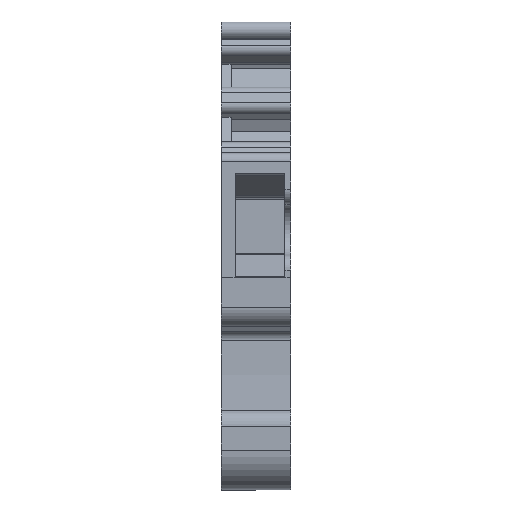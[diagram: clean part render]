
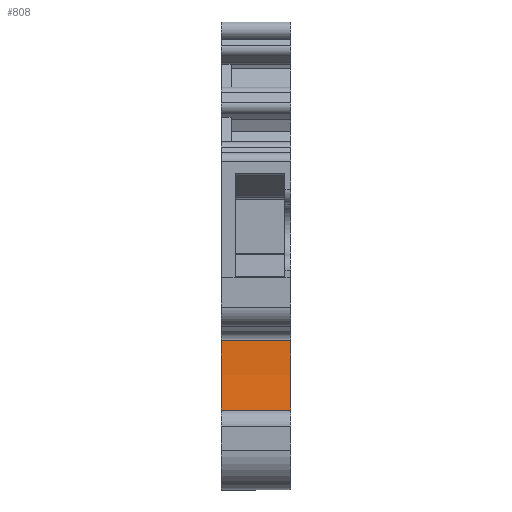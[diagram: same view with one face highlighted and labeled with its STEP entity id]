
A CAD part, front view. The second image highlights one B-rep face of the part: STEP entity #808.
In plain terms, the highlighted cylindrical face has radius 24 mm (diameter 48 mm), a partial arc.
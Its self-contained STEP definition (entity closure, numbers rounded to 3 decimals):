
#781=AXIS2_PLACEMENT_3D('Cylinder Axis2P3D',#778,#779,#780) ;
#785=AXIS2_PLACEMENT_3D('Circle Axis2P3D',#783,#784,$) ;
#799=AXIS2_PLACEMENT_3D('Circle Axis2P3D',#797,#798,$) ;
#756=CARTESIAN_POINT('Vertex',(3.5,2.813,2.302)) ;
#759=CARTESIAN_POINT('Line Origine',(1.75,2.813,2.302)) ;
#763=CARTESIAN_POINT('Vertex',(0.,2.813,2.302)) ;
#778=CARTESIAN_POINT('Axis2P3D Location',(1.75,-20.661,7.299)) ;
#783=CARTESIAN_POINT('Axis2P3D Location',(3.5,-20.661,7.299)) ;
#787=CARTESIAN_POINT('Vertex',(3.5,3.338,7.514)) ;
#790=CARTESIAN_POINT('Line Origine',(1.75,3.338,7.514)) ;
#794=CARTESIAN_POINT('Vertex',(0.,3.338,7.514)) ;
#797=CARTESIAN_POINT('Axis2P3D Location',(0.,-20.661,7.299)) ;
#760=DIRECTION('Vector Direction',(-1.,0.,0.)) ;
#779=DIRECTION('Axis2P3D Direction',(-1.,0.,0.)) ;
#780=DIRECTION('Axis2P3D XDirection',(0.,1.,0.009)) ;
#784=DIRECTION('Axis2P3D Direction',(-1.,0.,0.)) ;
#791=DIRECTION('Vector Direction',(-1.,0.,0.)) ;
#798=DIRECTION('Axis2P3D Direction',(-1.,0.,0.)) ;
#761=VECTOR('Line Direction',#760,1.) ;
#792=VECTOR('Line Direction',#791,1.) ;
#803=ORIENTED_EDGE('',*,*,#765,.F.) ;
#804=ORIENTED_EDGE('',*,*,#789,.F.) ;
#805=ORIENTED_EDGE('',*,*,#796,.T.) ;
#806=ORIENTED_EDGE('',*,*,#801,.F.) ;
#808=ADVANCED_FACE('KLTR',(#807),#782,.F.) ;
#786=CIRCLE('generated circle',#785,24.) ;
#800=CIRCLE('generated circle',#799,24.) ;
#782=CYLINDRICAL_SURFACE('generated cylinder',#781,24.) ;
#765=EDGE_CURVE('',#757,#764,#762,.T.) ;
#789=EDGE_CURVE('',#788,#757,#786,.T.) ;
#796=EDGE_CURVE('',#788,#795,#793,.T.) ;
#801=EDGE_CURVE('',#764,#795,#800,.F.) ;
#802=EDGE_LOOP('',(#803,#804,#805,#806)) ;
#807=FACE_OUTER_BOUND('',#802,.T.) ;
#762=LINE('Line',#759,#761) ;
#793=LINE('Line',#790,#792) ;
#757=VERTEX_POINT('',#756) ;
#764=VERTEX_POINT('',#763) ;
#788=VERTEX_POINT('',#787) ;
#795=VERTEX_POINT('',#794) ;
